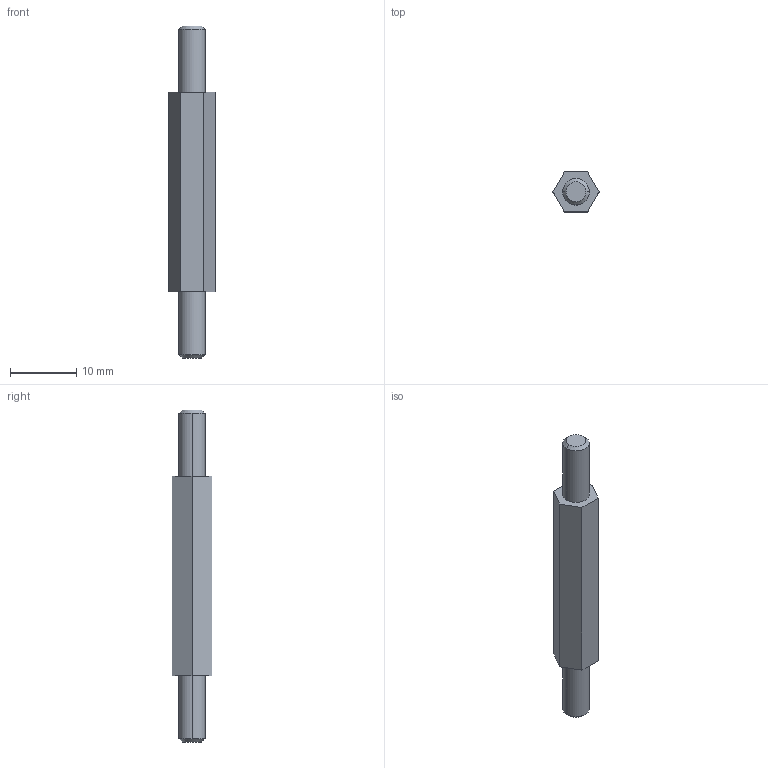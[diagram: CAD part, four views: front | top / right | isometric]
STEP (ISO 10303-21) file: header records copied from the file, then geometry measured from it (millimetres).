
FILE_DESCRIPTION (( 'STEP AP203' ), '1' );
FILE_NAME ('entretoise_Défaut_sldprt.STEP', '2017-09-14T07:31:46', ( '' ), ( '' ), 'SwSTEP 2.0', 'SolidWorks 2016', '' );
FILE_SCHEMA (( 'CONFIG_CONTROL_DESIGN' ));
Length unit declared in the file: millimetre
Products named in the file (1): entretoise_Défaut_sldprt
Bounding box: 6.93 x 6 x 50 mm (x, y, z)
Volume: 1183.8 mm3; surface area: 929.2 mm2
Topology: 1 solids, 1 shells, 18 faces, 38 edges, 24 vertices
Faces by surface type: plane 10, cone 4, cylinder 4
Entity records: 559 total; most frequent: DIRECTION 88, CARTESIAN_POINT 81, ORIENTED_EDGE 76, EDGE_CURVE 38, AXIS2_PLACEMENT_3D 31, LINE 26, VECTOR 26, VERTEX_POINT 24
